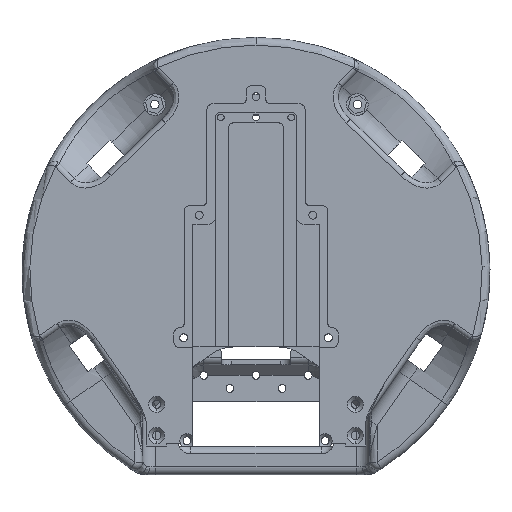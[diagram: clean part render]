
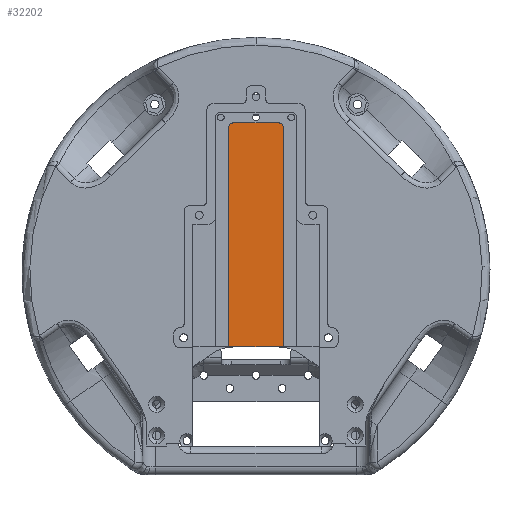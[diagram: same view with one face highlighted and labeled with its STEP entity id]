
A CAD part, front view. The second image highlights one B-rep face of the part: STEP entity #32202.
In plain terms, the highlighted planar face has unit normal (0, -1, 0).
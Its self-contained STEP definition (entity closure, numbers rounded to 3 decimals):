
#217 = PLANE ( 'NONE',  #6421 ) ;
#234 = CARTESIAN_POINT ( 'NONE',  ( 10.5, 5.65, -29. ) ) ;
#957 = VERTEX_POINT ( 'NONE', #7771 ) ;
#1400 = LINE ( 'NONE', #38166, #11877 ) ;
#1723 = AXIS2_PLACEMENT_3D ( 'NONE', #10398, #16705, #26029 ) ;
#2714 = DIRECTION ( 'NONE',  ( 1., 0., 0. ) ) ;
#4657 = VECTOR ( 'NONE', #38378, 1000. ) ;
#5616 = CARTESIAN_POINT ( 'NONE',  ( -10.5, 5.65, -29. ) ) ;
#5627 = ORIENTED_EDGE ( 'NONE', *, *, #19543, .T. ) ;
#6421 = AXIS2_PLACEMENT_3D ( 'NONE', #28557, #34955, #38445 ) ;
#7771 = CARTESIAN_POINT ( 'NONE',  ( -10.5, 5.65, 55. ) ) ;
#8141 = LINE ( 'NONE', #15931, #4657 ) ;
#8734 = CARTESIAN_POINT ( 'NONE',  ( 10.5, 5.65, 55. ) ) ;
#9147 = CIRCLE ( 'NONE', #40005, 2. ) ;
#10017 = DIRECTION ( 'NONE',  ( 0., 0., 1. ) ) ;
#10087 = ORIENTED_EDGE ( 'NONE', *, *, #25004, .T. ) ;
#10231 = VERTEX_POINT ( 'NONE', #5616 ) ;
#10398 = CARTESIAN_POINT ( 'NONE',  ( 8.5, 5.65, 55. ) ) ;
#11877 = VECTOR ( 'NONE', #12783, 1000. ) ;
#12783 = DIRECTION ( 'NONE',  ( 0., 0., -1. ) ) ;
#15931 = CARTESIAN_POINT ( 'NONE',  ( -24.25, 5.65, -29. ) ) ;
#16705 = DIRECTION ( 'NONE',  ( 0., -1., 0. ) ) ;
#18657 = LINE ( 'NONE', #40931, #37639 ) ;
#19543 = EDGE_CURVE ( 'NONE', #10231, #31272, #8141, .T. ) ;
#19905 = DIRECTION ( 'NONE',  ( 1., 0., 0. ) ) ;
#20041 = DIRECTION ( 'NONE',  ( 0., -1., 0. ) ) ;
#21338 = VERTEX_POINT ( 'NONE', #8734 ) ;
#23244 = ORIENTED_EDGE ( 'NONE', *, *, #35080, .F. ) ;
#25004 = EDGE_CURVE ( 'NONE', #21338, #30650, #26884, .T. ) ;
#26029 = DIRECTION ( 'NONE',  ( 1., 0., 0. ) ) ;
#26420 = EDGE_CURVE ( 'NONE', #21338, #31272, #1400, .T. ) ;
#26854 = ORIENTED_EDGE ( 'NONE', *, *, #26420, .F. ) ;
#26884 = CIRCLE ( 'NONE', #1723, 2. ) ;
#27439 = EDGE_CURVE ( 'NONE', #10231, #957, #38263, .T. ) ;
#27774 = VECTOR ( 'NONE', #10017, 1000. ) ;
#28557 = CARTESIAN_POINT ( 'NONE',  ( 19.25, 5.65, 56. ) ) ;
#29014 = CARTESIAN_POINT ( 'NONE',  ( -8.5, 5.65, 55. ) ) ;
#30650 = VERTEX_POINT ( 'NONE', #35222 ) ;
#31272 = VERTEX_POINT ( 'NONE', #234 ) ;
#32202 = ADVANCED_FACE ( 'NONE', ( #32553 ), #217, .T. ) ;
#32553 = FACE_OUTER_BOUND ( 'NONE', #37158, .T. ) ;
#32610 = ORIENTED_EDGE ( 'NONE', *, *, #27439, .F. ) ;
#34359 = ORIENTED_EDGE ( 'NONE', *, *, #36336, .T. ) ;
#34955 = DIRECTION ( 'NONE',  ( 0., -1., 0. ) ) ;
#35080 = EDGE_CURVE ( 'NONE', #36592, #30650, #18657, .T. ) ;
#35222 = CARTESIAN_POINT ( 'NONE',  ( 8.5, 5.65, 57. ) ) ;
#36336 = EDGE_CURVE ( 'NONE', #36592, #957, #9147, .T. ) ;
#36592 = VERTEX_POINT ( 'NONE', #39884 ) ;
#37158 = EDGE_LOOP ( 'NONE', ( #23244, #34359, #32610, #5627, #26854, #10087 ) ) ;
#37639 = VECTOR ( 'NONE', #2714, 1000. ) ;
#38166 = CARTESIAN_POINT ( 'NONE',  ( 10.5, 5.65, 61. ) ) ;
#38263 = LINE ( 'NONE', #38922, #27774 ) ;
#38378 = DIRECTION ( 'NONE',  ( 1., 0., 0. ) ) ;
#38445 = DIRECTION ( 'NONE',  ( 1., 0., 0. ) ) ;
#38922 = CARTESIAN_POINT ( 'NONE',  ( -10.5, 5.65, 61. ) ) ;
#39884 = CARTESIAN_POINT ( 'NONE',  ( -8.5, 5.65, 57. ) ) ;
#40005 = AXIS2_PLACEMENT_3D ( 'NONE', #29014, #20041, #19905 ) ;
#40931 = CARTESIAN_POINT ( 'NONE',  ( 0., 5.65, 57. ) ) ;
